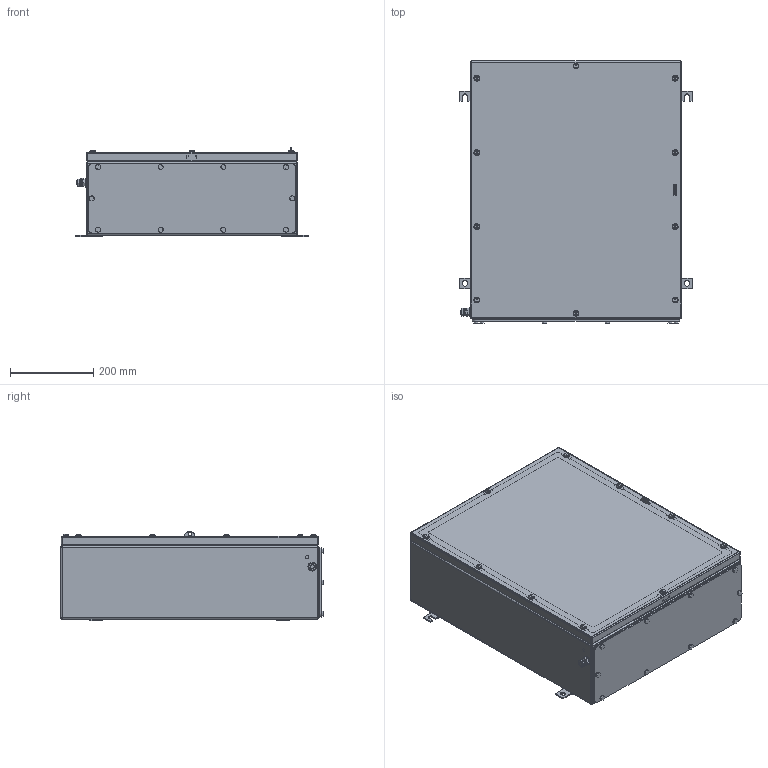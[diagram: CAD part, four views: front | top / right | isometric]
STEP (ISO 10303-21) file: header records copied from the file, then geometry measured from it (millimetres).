
FILE_DESCRIPTION(('CATIA V5 STEP Exchange','CAx-IF Rec.Pracs.--- Model Styling and Organization---1.4--- 2014-01-23'),'2;1');
FILE_NAME ('1523469-3_1_8000108859_8000108859_KTB_MH_625020_S4E1_LD.stp','2023-10-09T08:00:45+00:00',('none'),('Weidmueller'),'CATIA Version 5-6 Release 2016 SP3 HF44','CATIA V5 STEP AP214','none');
FILE_SCHEMA(('AUTOMOTIVE_DESIGN { 1 0 10303 214 1 1 1 1 }'));
Products named in the file (1): 8000108859 KTB MH 625020 S4E1
Bounding box: 559 x 631 x 215 mm (x, y, z)
Volume: 2174450.5 mm3; surface area: 2596301 mm2
Topology: 52 solids, 52 shells, 1979 faces, 4978 edges, 3193 vertices
Faces by surface type: plane 1076, cylinder 725, cone 134, bspline 20, torus 16, sphere 8
Entity records: 64577 total; most frequent: CARTESIAN_POINT 18384, ORIENTED_EDGE 9832, DIRECTION 8274, EDGE_CURVE 4916, VECTOR 3228, LINE 3228, VERTEX_POINT 3193, AXIS2_PLACEMENT_3D 3095
